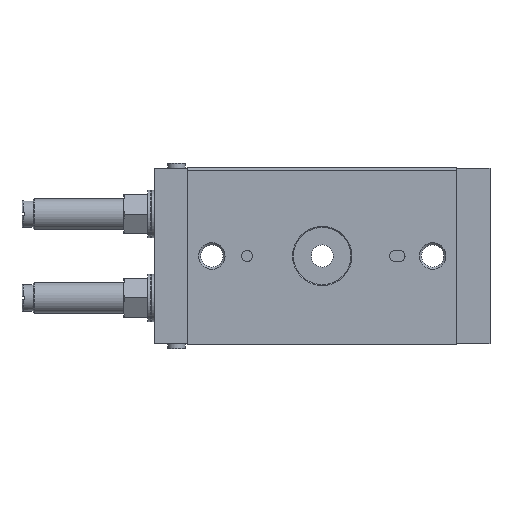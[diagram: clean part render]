
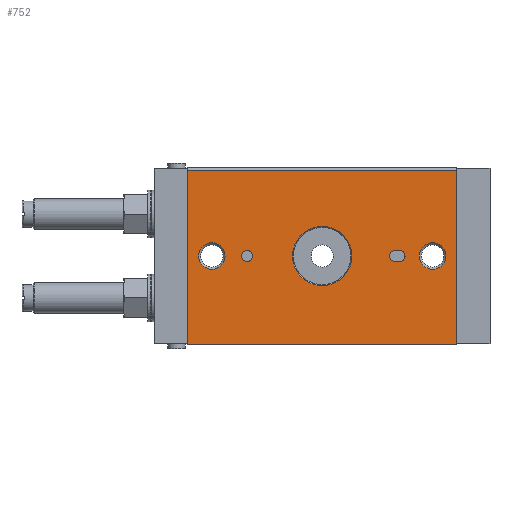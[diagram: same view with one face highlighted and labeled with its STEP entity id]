
A CAD part, front view. The second image highlights one B-rep face of the part: STEP entity #752.
In plain terms, the highlighted planar face has unit normal (0, -1, 0).
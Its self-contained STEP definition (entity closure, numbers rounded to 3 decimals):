
#752 = ADVANCED_FACE( '', ( #1755, #1756, #1757, #1758, #1759, #1760 ), #1761, .F. );
#1755 = FACE_BOUND( '', #2978, .T. );
#1756 = FACE_BOUND( '', #2979, .T. );
#1757 = FACE_BOUND( '', #2980, .T. );
#1758 = FACE_BOUND( '', #2981, .T. );
#1759 = FACE_BOUND( '', #2982, .T. );
#1760 = FACE_OUTER_BOUND( '', #2983, .T. );
#1761 = PLANE( '', #2984 );
#2978 = EDGE_LOOP( '', ( #4837 ) );
#2979 = EDGE_LOOP( '', ( #4838, #4839, #4840, #4841 ) );
#2980 = EDGE_LOOP( '', ( #4842 ) );
#2981 = EDGE_LOOP( '', ( #4843 ) );
#2982 = EDGE_LOOP( '', ( #4844 ) );
#2983 = EDGE_LOOP( '', ( #4845, #4846, #4847, #4848 ) );
#2984 = AXIS2_PLACEMENT_3D( '', #4849, #4850, #4851 );
#4837 = ORIENTED_EDGE( '', *, *, #6519, .T. );
#4838 = ORIENTED_EDGE( '', *, *, #6520, .T. );
#4839 = ORIENTED_EDGE( '', *, *, #6004, .T. );
#4840 = ORIENTED_EDGE( '', *, *, #6276, .T. );
#4841 = ORIENTED_EDGE( '', *, *, #6362, .T. );
#4842 = ORIENTED_EDGE( '', *, *, #6507, .F. );
#4843 = ORIENTED_EDGE( '', *, *, #6521, .T. );
#4844 = ORIENTED_EDGE( '', *, *, #6213, .T. );
#4845 = ORIENTED_EDGE( '', *, *, #6255, .T. );
#4846 = ORIENTED_EDGE( '', *, *, #6522, .F. );
#4847 = ORIENTED_EDGE( '', *, *, #6240, .F. );
#4848 = ORIENTED_EDGE( '', *, *, #5933, .T. );
#4849 = CARTESIAN_POINT( '', ( 61., 0., 38.586 ) );
#4850 = DIRECTION( '', ( 0., 1., 0. ) );
#4851 = DIRECTION( '', ( 0., 0., 1. ) );
#5933 = EDGE_CURVE( '', #6821, #6819, #6822, .T. );
#6004 = EDGE_CURVE( '', #6944, #6945, #6946, .T. );
#6213 = EDGE_CURVE( '', #7289, #7289, #7290, .T. );
#6240 = EDGE_CURVE( '', #6821, #7331, #7332, .T. );
#6255 = EDGE_CURVE( '', #6819, #7354, #7356, .T. );
#6276 = EDGE_CURVE( '', #6945, #7389, #7390, .T. );
#6362 = EDGE_CURVE( '', #7389, #7525, #7526, .T. );
#6507 = EDGE_CURVE( '', #7737, #7737, #7738, .T. );
#6519 = EDGE_CURVE( '', #7753, #7753, #7754, .T. );
#6520 = EDGE_CURVE( '', #7525, #6944, #7755, .T. );
#6521 = EDGE_CURVE( '', #7756, #7756, #7757, .T. );
#6522 = EDGE_CURVE( '', #7331, #7354, #7758, .T. );
#6819 = VERTEX_POINT( '', #8116 );
#6821 = VERTEX_POINT( '', #8119 );
#6822 = LINE( '', #8120, #8121 );
#6944 = VERTEX_POINT( '', #8285 );
#6945 = VERTEX_POINT( '', #8286 );
#6946 = CIRCLE( '', #8287, 2.5 );
#7289 = VERTEX_POINT( '', #8736 );
#7290 = CIRCLE( '', #8737, 6. );
#7331 = VERTEX_POINT( '', #8791 );
#7332 = LINE( '', #8792, #8793 );
#7354 = VERTEX_POINT( '', #8823 );
#7356 = LINE( '', #8826, #8827 );
#7389 = VERTEX_POINT( '', #8867 );
#7390 = LINE( '', #8868, #8869 );
#7525 = VERTEX_POINT( '', #9073 );
#7526 = CIRCLE( '', #9074, 2.5 );
#7737 = VERTEX_POINT( '', #9512 );
#7738 = CIRCLE( '', #9513, 13.424 );
#7753 = VERTEX_POINT( '', #9530 );
#7754 = CIRCLE( '', #9531, 2.5 );
#7755 = LINE( '', #9532, #9533 );
#7756 = VERTEX_POINT( '', #9534 );
#7757 = CIRCLE( '', #9535, 6. );
#7758 = LINE( '', #9536, #9537 );
#8116 = CARTESIAN_POINT( '', ( -61., 0., 38.586 ) );
#8119 = CARTESIAN_POINT( '', ( 61., 0., 38.586 ) );
#8120 = CARTESIAN_POINT( '', ( 61., 0., 38.586 ) );
#8121 = VECTOR( '', #9954, 1000. );
#8285 = CARTESIAN_POINT( '', ( 33., 0., -2.5 ) );
#8286 = CARTESIAN_POINT( '', ( 33., 0., 2.5 ) );
#8287 = AXIS2_PLACEMENT_3D( '', #10047, #10048, #10049 );
#8736 = CARTESIAN_POINT( '', ( 50., 0., 6. ) );
#8737 = AXIS2_PLACEMENT_3D( '', #10373, #10374, #10375 );
#8791 = CARTESIAN_POINT( '', ( 61., 0., -40. ) );
#8792 = CARTESIAN_POINT( '', ( 61., 0., 38.586 ) );
#8793 = VECTOR( '', #10398, 1000. );
#8823 = CARTESIAN_POINT( '', ( -61., 0., -40. ) );
#8826 = CARTESIAN_POINT( '', ( -61., 0., 38.586 ) );
#8827 = VECTOR( '', #10414, 1000. );
#8867 = CARTESIAN_POINT( '', ( 35., 0., 2.5 ) );
#8868 = CARTESIAN_POINT( '', ( 33., 0., 2.5 ) );
#8869 = VECTOR( '', #10443, 1000. );
#9073 = CARTESIAN_POINT( '', ( 35., 0., -2.5 ) );
#9074 = AXIS2_PLACEMENT_3D( '', #10570, #10571, #10572 );
#9512 = CARTESIAN_POINT( '', ( 0., 0., -13.424 ) );
#9513 = AXIS2_PLACEMENT_3D( '', #10739, #10740, #10741 );
#9530 = CARTESIAN_POINT( '', ( -31.5, 0., 0. ) );
#9531 = AXIS2_PLACEMENT_3D( '', #10753, #10754, #10755 );
#9532 = CARTESIAN_POINT( '', ( 35., 0., -2.5 ) );
#9533 = VECTOR( '', #10756, 1000. );
#9534 = CARTESIAN_POINT( '', ( -50., 0., 6. ) );
#9535 = AXIS2_PLACEMENT_3D( '', #10757, #10758, #10759 );
#9536 = CARTESIAN_POINT( '', ( 61., 0., -40. ) );
#9537 = VECTOR( '', #10760, 1000. );
#9954 = DIRECTION( '', ( -1., 0., 0. ) );
#10047 = CARTESIAN_POINT( '', ( 33., 0., 0. ) );
#10048 = DIRECTION( '', ( 0., 1., 0. ) );
#10049 = DIRECTION( '', ( 1., 0., 0. ) );
#10373 = CARTESIAN_POINT( '', ( 50., 0., 0. ) );
#10374 = DIRECTION( '', ( 0., 1., 0. ) );
#10375 = DIRECTION( '', ( 0., 0., 1. ) );
#10398 = DIRECTION( '', ( 0., 0., -1. ) );
#10414 = DIRECTION( '', ( 0., 0., -1. ) );
#10443 = DIRECTION( '', ( 1., 0., 0. ) );
#10570 = CARTESIAN_POINT( '', ( 35., 0., 0. ) );
#10571 = DIRECTION( '', ( 0., 1., 0. ) );
#10572 = DIRECTION( '', ( 1., 0., 0. ) );
#10739 = CARTESIAN_POINT( '', ( 0., 0., 0. ) );
#10740 = DIRECTION( '', ( 0., -1., 0. ) );
#10741 = DIRECTION( '', ( 0., 0., -1. ) );
#10753 = CARTESIAN_POINT( '', ( -34., 0., 0. ) );
#10754 = DIRECTION( '', ( 0., 1., 0. ) );
#10755 = DIRECTION( '', ( 1., 0., 0. ) );
#10756 = DIRECTION( '', ( -1., 0., 0. ) );
#10757 = CARTESIAN_POINT( '', ( -50., 0., 0. ) );
#10758 = DIRECTION( '', ( 0., 1., 0. ) );
#10759 = DIRECTION( '', ( 0., 0., 1. ) );
#10760 = DIRECTION( '', ( -1., 0., 0. ) );
